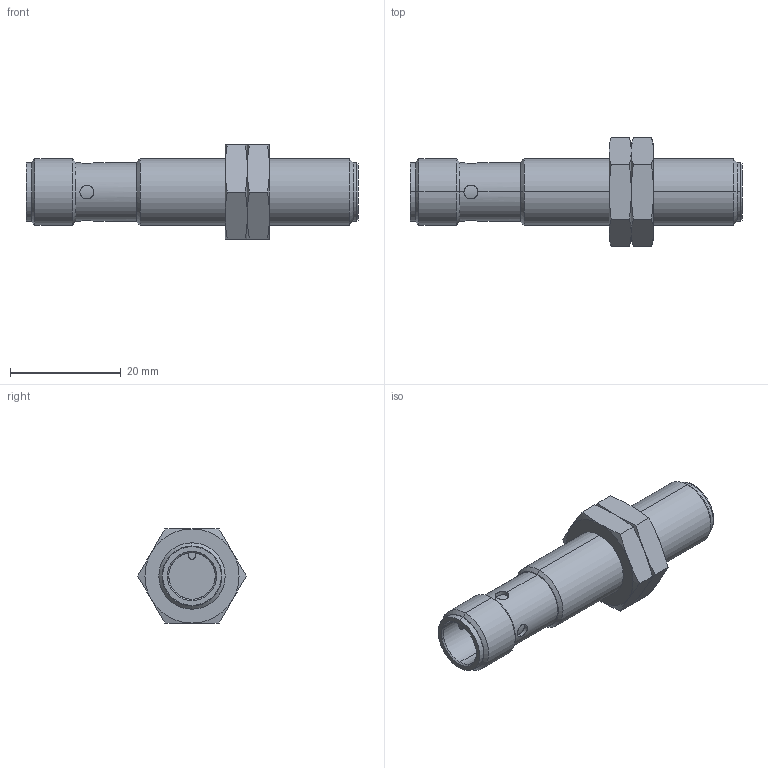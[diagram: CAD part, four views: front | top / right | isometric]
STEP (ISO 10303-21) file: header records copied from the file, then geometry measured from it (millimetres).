
FILE_DESCRIPTION (( 'STEP AP214' ), '1' );
FILE_NAME ('MAFM1-A0-1H.step', '2018-04-17T19:31:00', ( '' ), ( '' ), 'SwSTEP 2.0', 'SolidWorks 2017', '' );
FILE_SCHEMA (( 'AUTOMOTIVE_DESIGN' ));
Length unit declared in the file: inch
Products named in the file (1): MAFM1-A0-1H
Bounding box: 60 x 19.63 x 17 mm (x, y, z)
Volume: 7140.8 mm3; surface area: 3997.7 mm2
Topology: 3 solids, 3 shells, 100 faces, 211 edges, 124 vertices
Faces by surface type: cone 42, cylinder 32, plane 26
Entity records: 4317 total; most frequent: CARTESIAN_POINT 876, DIRECTION 429, ORIENTED_EDGE 422, EDGE_CURVE 211, AXIS2_PLACEMENT_3D 181, VERTEX_POINT 124, EDGE_LOOP 111, UNCERTAINTY_MEASURE_WITH_UNIT 105
